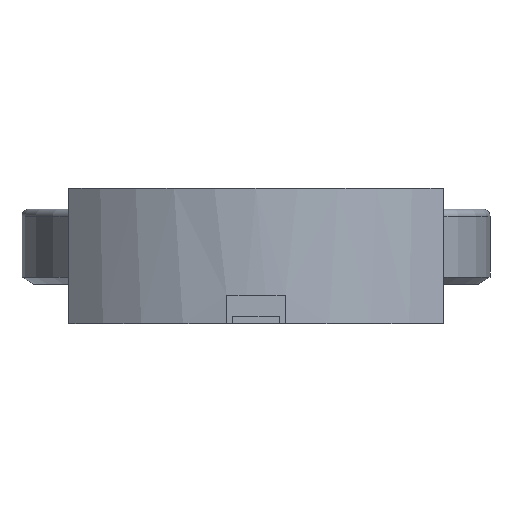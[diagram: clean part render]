
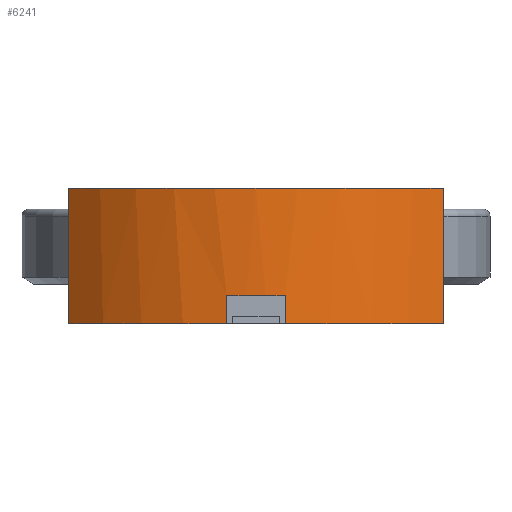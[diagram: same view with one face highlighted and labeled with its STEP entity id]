
A CAD part, front view. The second image highlights one B-rep face of the part: STEP entity #6241.
In plain terms, the highlighted cylindrical face has radius 11.25 mm (diameter 22.5 mm), a partial arc.
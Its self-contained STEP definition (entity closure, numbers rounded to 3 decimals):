
#46 = AXIS2_PLACEMENT_3D ( 'NONE', #1114, #12654, #5787 ) ;
#602 = EDGE_CURVE ( 'NONE', #3118, #10711, #10837, .T. ) ;
#1088 = CARTESIAN_POINT ( 'NONE',  ( 11.545, 1.349, 18.387 ) ) ;
#1114 = CARTESIAN_POINT ( 'NONE',  ( 10.297, 12.53, 17.187 ) ) ;
#1335 = CARTESIAN_POINT ( 'NONE',  ( 18.297, 4.62, 22.987 ) ) ;
#1562 = CIRCLE ( 'NONE', #10127, 11.25 ) ;
#1763 = CARTESIAN_POINT ( 'NONE',  ( 10.297, 12.53, 17.187 ) ) ;
#2286 = FACE_OUTER_BOUND ( 'NONE', #3401, .T. ) ;
#2419 = LINE ( 'NONE', #1335, #7485 ) ;
#2472 = DIRECTION ( 'NONE',  ( -1., 0., 0. ) ) ;
#2518 = EDGE_CURVE ( 'NONE', #3118, #6499, #10514, .T. ) ;
#2932 = VERTEX_POINT ( 'NONE', #3074 ) ;
#2935 = DIRECTION ( 'NONE',  ( -1., 0., 0. ) ) ;
#3074 = CARTESIAN_POINT ( 'NONE',  ( 9.045, 1.35, 18.387 ) ) ;
#3118 = VERTEX_POINT ( 'NONE', #10795 ) ;
#3352 = CARTESIAN_POINT ( 'NONE',  ( 9.045, 1.35, 22.987 ) ) ;
#3354 = VECTOR ( 'NONE', #6905, 1000. ) ;
#3401 = EDGE_LOOP ( 'NONE', ( #13133, #10841, #13618, #8067, #5222, #8977, #13409, #7349 ) ) ;
#4443 = CYLINDRICAL_SURFACE ( 'NONE', #14195, 11.25 ) ;
#4658 = EDGE_CURVE ( 'NONE', #2932, #4952, #9624, .T. ) ;
#4740 = DIRECTION ( 'NONE',  ( 0., 0., -1. ) ) ;
#4822 = CARTESIAN_POINT ( 'NONE',  ( 11.545, 1.349, 17.187 ) ) ;
#4952 = VERTEX_POINT ( 'NONE', #1088 ) ;
#5222 = ORIENTED_EDGE ( 'NONE', *, *, #2518, .F. ) ;
#5250 = CARTESIAN_POINT ( 'NONE',  ( 2.297, 4.62, 17.187 ) ) ;
#5259 = DIRECTION ( 'NONE',  ( 0., 0., -1. ) ) ;
#5787 = DIRECTION ( 'NONE',  ( -1., 0., 0. ) ) ;
#5803 = VECTOR ( 'NONE', #10733, 1000. ) ;
#5893 = CARTESIAN_POINT ( 'NONE',  ( 10.297, 12.53, 22.987 ) ) ;
#5977 = CARTESIAN_POINT ( 'NONE',  ( 11.545, 1.349, 22.987 ) ) ;
#6098 = CARTESIAN_POINT ( 'NONE',  ( 2.297, 4.62, 22.987 ) ) ;
#6241 = ADVANCED_FACE ( 'NONE', ( #2286 ), #4443, .T. ) ;
#6499 = VERTEX_POINT ( 'NONE', #10493 ) ;
#6534 = EDGE_CURVE ( 'NONE', #14800, #2932, #12403, .T. ) ;
#6864 = DIRECTION ( 'NONE',  ( 0., 0., -1. ) ) ;
#6905 = DIRECTION ( 'NONE',  ( 0., 0., 1. ) ) ;
#6971 = EDGE_CURVE ( 'NONE', #6499, #12175, #2419, .T. ) ;
#7033 = DIRECTION ( 'NONE',  ( 0., 0., 1. ) ) ;
#7277 = CARTESIAN_POINT ( 'NONE',  ( 10.297, 12.53, 18.387 ) ) ;
#7346 = EDGE_CURVE ( 'NONE', #10139, #12175, #11430, .T. ) ;
#7349 = ORIENTED_EDGE ( 'NONE', *, *, #6534, .T. ) ;
#7485 = VECTOR ( 'NONE', #4740, 1000. ) ;
#7966 = CARTESIAN_POINT ( 'NONE',  ( 9.045, 1.35, 17.187 ) ) ;
#8067 = ORIENTED_EDGE ( 'NONE', *, *, #6971, .F. ) ;
#8491 = DIRECTION ( 'NONE',  ( 1., 0., 0. ) ) ;
#8589 = DIRECTION ( 'NONE',  ( 0., 0., 1. ) ) ;
#8731 = CARTESIAN_POINT ( 'NONE',  ( 10.297, 12.53, 22.987 ) ) ;
#8777 = DIRECTION ( 'NONE',  ( -1., 0., 0. ) ) ;
#8977 = ORIENTED_EDGE ( 'NONE', *, *, #602, .T. ) ;
#9018 = CARTESIAN_POINT ( 'NONE',  ( 18.297, 4.62, 17.187 ) ) ;
#9624 = CIRCLE ( 'NONE', #11424, 11.25 ) ;
#10127 = AXIS2_PLACEMENT_3D ( 'NONE', #1763, #10959, #2935 ) ;
#10139 = VERTEX_POINT ( 'NONE', #4822 ) ;
#10493 = CARTESIAN_POINT ( 'NONE',  ( 18.297, 4.62, 22.987 ) ) ;
#10514 = CIRCLE ( 'NONE', #11900, 11.25 ) ;
#10554 = EDGE_CURVE ( 'NONE', #4952, #10139, #14485, .T. ) ;
#10711 = VERTEX_POINT ( 'NONE', #5250 ) ;
#10733 = DIRECTION ( 'NONE',  ( 0., 0., -1. ) ) ;
#10795 = CARTESIAN_POINT ( 'NONE',  ( 2.297, 4.62, 22.987 ) ) ;
#10837 = LINE ( 'NONE', #6098, #5803 ) ;
#10841 = ORIENTED_EDGE ( 'NONE', *, *, #10554, .T. ) ;
#10959 = DIRECTION ( 'NONE',  ( 0., 0., 1. ) ) ;
#11367 = VECTOR ( 'NONE', #6864, 1000. ) ;
#11424 = AXIS2_PLACEMENT_3D ( 'NONE', #7277, #8589, #8491 ) ;
#11430 = CIRCLE ( 'NONE', #46, 11.25 ) ;
#11900 = AXIS2_PLACEMENT_3D ( 'NONE', #5893, #7033, #2472 ) ;
#12175 = VERTEX_POINT ( 'NONE', #9018 ) ;
#12403 = LINE ( 'NONE', #3352, #3354 ) ;
#12654 = DIRECTION ( 'NONE',  ( 0., 0., 1. ) ) ;
#13133 = ORIENTED_EDGE ( 'NONE', *, *, #4658, .T. ) ;
#13409 = ORIENTED_EDGE ( 'NONE', *, *, #15035, .T. ) ;
#13618 = ORIENTED_EDGE ( 'NONE', *, *, #7346, .T. ) ;
#14195 = AXIS2_PLACEMENT_3D ( 'NONE', #8731, #5259, #8777 ) ;
#14485 = LINE ( 'NONE', #5977, #11367 ) ;
#14800 = VERTEX_POINT ( 'NONE', #7966 ) ;
#15035 = EDGE_CURVE ( 'NONE', #10711, #14800, #1562, .T. ) ;
